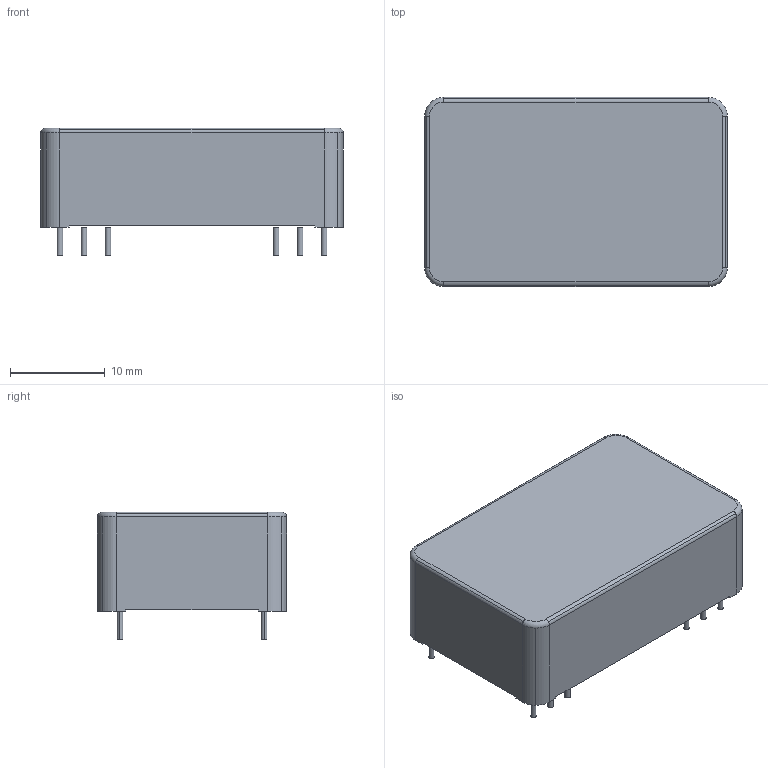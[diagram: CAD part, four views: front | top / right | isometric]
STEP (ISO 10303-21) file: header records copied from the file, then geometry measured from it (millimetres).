
FILE_DESCRIPTION((''),'2;1');
FILE_NAME('DCDC_IBEK_ICR1.stp','2009-12-08T15:16:22',(''),(''),'Mechanical Desktop 2006','Mechanical Desktop 2006',', , ');
FILE_SCHEMA(('AUTOMOTIVE_DESIGN { 1 2 10303 214 0 1 1 1 }'));
Length unit declared in the file: millimetre
Products named in the file (1): Product
Bounding box: 32 x 20 x 13.5 mm (x, y, z)
Volume: 6563.4 mm3; surface area: 2370.3 mm2
Topology: 13 solids, 13 shells, 102 faces, 220 edges, 144 vertices
Faces by surface type: plane 50, cylinder 48, torus 4
Entity records: 2840 total; most frequent: DIRECTION 526, CARTESIAN_POINT 467, ORIENTED_EDGE 440, EDGE_CURVE 220, AXIS2_PLACEMENT_3D 203, VERTEX_POINT 144, VECTOR 120, LINE 120
